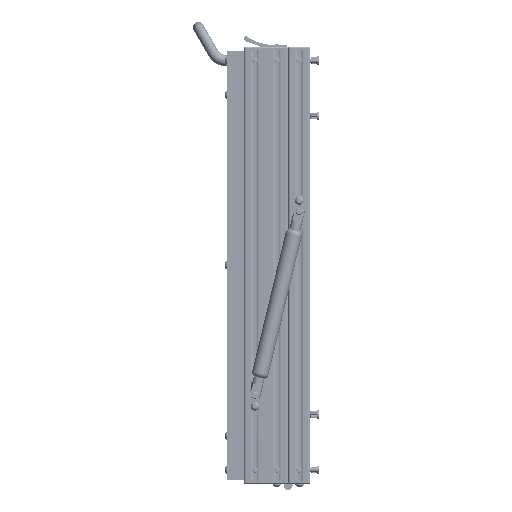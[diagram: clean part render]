
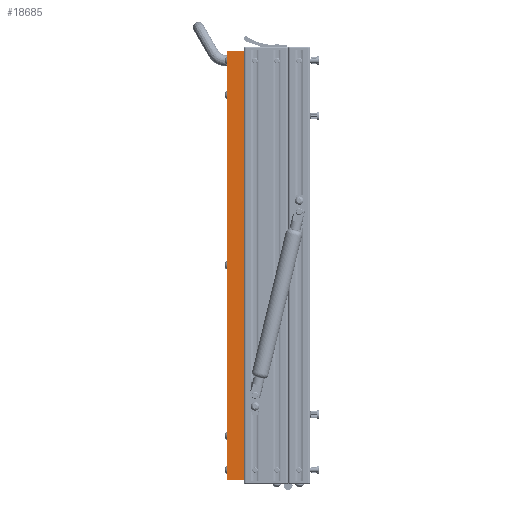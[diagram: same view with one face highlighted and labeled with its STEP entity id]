
A CAD part, left-side view. The second image highlights one B-rep face of the part: STEP entity #18685.
In plain terms, the highlighted planar face has unit normal (-1, 0, 0).
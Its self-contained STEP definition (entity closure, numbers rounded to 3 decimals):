
#1541 = DIRECTION ( 'NONE',  ( 0., 1., 0. ) ) ;
#3789 = LINE ( 'NONE', #15475, #59232 ) ;
#8568 = ORIENTED_EDGE ( 'NONE', *, *, #29071, .T. ) ;
#13240 = AXIS2_PLACEMENT_3D ( 'NONE', #52580, #62334, #57305 ) ;
#13704 = LINE ( 'NONE', #19045, #27785 ) ;
#15475 = CARTESIAN_POINT ( 'NONE',  ( -191.5, 15., -194. ) ) ;
#18685 = ADVANCED_FACE ( 'NONE', ( #63627 ), #58602, .F. ) ;
#18987 = CARTESIAN_POINT ( 'NONE',  ( -191.5, 15., -194. ) ) ;
#19045 = CARTESIAN_POINT ( 'NONE',  ( -191.5, 15., 194. ) ) ;
#20280 = EDGE_LOOP ( 'NONE', ( #50372, #35367, #8568, #47278 ) ) ;
#22061 = CARTESIAN_POINT ( 'NONE',  ( -191.5, 0., 194. ) ) ;
#26135 = VERTEX_POINT ( 'NONE', #18987 ) ;
#27263 = EDGE_CURVE ( 'NONE', #62198, #28475, #52683, .T. ) ;
#27785 = VECTOR ( 'NONE', #29706, 1000. ) ;
#27956 = VECTOR ( 'NONE', #1541, 1000. ) ;
#28475 = VERTEX_POINT ( 'NONE', #31599 ) ;
#29071 = EDGE_CURVE ( 'NONE', #48004, #26135, #13704, .T. ) ;
#29706 = DIRECTION ( 'NONE',  ( 0., 0., -1. ) ) ;
#31599 = CARTESIAN_POINT ( 'NONE',  ( -191.5, 0., -194. ) ) ;
#35367 = ORIENTED_EDGE ( 'NONE', *, *, #59154, .T. ) ;
#36675 = CARTESIAN_POINT ( 'NONE',  ( -191.5, 15., 194. ) ) ;
#47261 = LINE ( 'NONE', #63296, #27956 ) ;
#47278 = ORIENTED_EDGE ( 'NONE', *, *, #50224, .T. ) ;
#48004 = VERTEX_POINT ( 'NONE', #36675 ) ;
#50224 = EDGE_CURVE ( 'NONE', #26135, #28475, #3789, .T. ) ;
#50372 = ORIENTED_EDGE ( 'NONE', *, *, #27263, .F. ) ;
#52580 = CARTESIAN_POINT ( 'NONE',  ( -191.5, 0., 194. ) ) ;
#52683 = LINE ( 'NONE', #22061, #59783 ) ;
#57305 = DIRECTION ( 'NONE',  ( 0., 0., -1. ) ) ;
#58602 = PLANE ( 'NONE',  #13240 ) ;
#59154 = EDGE_CURVE ( 'NONE', #62198, #48004, #47261, .T. ) ;
#59232 = VECTOR ( 'NONE', #60858, 1000. ) ;
#59783 = VECTOR ( 'NONE', #62767, 1000. ) ;
#60858 = DIRECTION ( 'NONE',  ( 0., -1., 0. ) ) ;
#62198 = VERTEX_POINT ( 'NONE', #62833 ) ;
#62334 = DIRECTION ( 'NONE',  ( 1., 0., 0. ) ) ;
#62767 = DIRECTION ( 'NONE',  ( 0., 0., -1. ) ) ;
#62833 = CARTESIAN_POINT ( 'NONE',  ( -191.5, 0., 194. ) ) ;
#63296 = CARTESIAN_POINT ( 'NONE',  ( -191.5, 0., 194. ) ) ;
#63627 = FACE_OUTER_BOUND ( 'NONE', #20280, .T. ) ;
